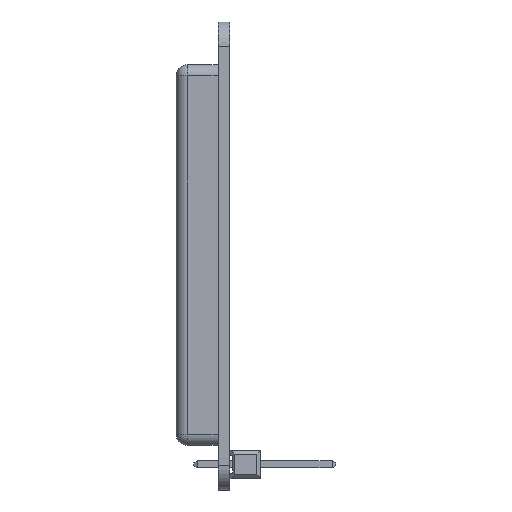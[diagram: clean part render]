
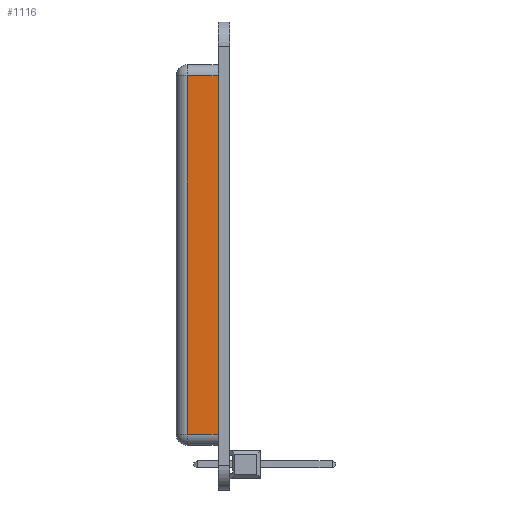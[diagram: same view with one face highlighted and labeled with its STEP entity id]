
A CAD part, left-side view. The second image highlights one B-rep face of the part: STEP entity #1116.
In plain terms, the highlighted face is planar.
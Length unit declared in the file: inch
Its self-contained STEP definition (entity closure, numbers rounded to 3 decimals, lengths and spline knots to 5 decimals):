
#248 = AXIS2_PLACEMENT_3D ( 'NONE', #9239, #4286, #10067 ) ;
#390 = CARTESIAN_POINT ( 'NONE',  ( 0.7874, 0., -0.66929 ) ) ;
#466 = VECTOR ( 'NONE', #2042, 39.37008 ) ;
#1116 = ADVANCED_FACE ( 'NONE', ( #10297 ), #9175, .F. ) ;
#1201 = CARTESIAN_POINT ( 'NONE',  ( 0.7874, 0.14764, -0.62992 ) ) ;
#1369 = VERTEX_POINT ( 'NONE', #5314 ) ;
#1441 = VERTEX_POINT ( 'NONE', #10345 ) ;
#1458 = EDGE_CURVE ( 'NONE', #3192, #1441, #10670, .T. ) ;
#1691 = ORIENTED_EDGE ( 'NONE', *, *, #6744, .T. ) ;
#1849 = VECTOR ( 'NONE', #7891, 39.37008 ) ;
#2042 = DIRECTION ( 'NONE',  ( 0., 1., 0. ) ) ;
#2980 = EDGE_CURVE ( 'NONE', #1369, #3192, #4749, .T. ) ;
#3147 = CARTESIAN_POINT ( 'NONE',  ( 0.7874, 0.14764, 0.62992 ) ) ;
#3192 = VERTEX_POINT ( 'NONE', #8380 ) ;
#3696 = CARTESIAN_POINT ( 'NONE',  ( 0.7874, 0.10827, -0.62992 ) ) ;
#3735 = LINE ( 'NONE', #6276, #7871 ) ;
#3958 = EDGE_CURVE ( 'NONE', #7631, #1369, #3735, .T. ) ;
#4286 = DIRECTION ( 'NONE',  ( -1., 0., 0. ) ) ;
#4301 = ORIENTED_EDGE ( 'NONE', *, *, #3958, .T. ) ;
#4704 = EDGE_LOOP ( 'NONE', ( #1691, #4301, #9810, #9691 ) ) ;
#4749 = LINE ( 'NONE', #3147, #4999 ) ;
#4910 = LINE ( 'NONE', #1201, #466 ) ;
#4999 = VECTOR ( 'NONE', #7296, 39.37008 ) ;
#5314 = CARTESIAN_POINT ( 'NONE',  ( 0.7874, 0.10827, 0.62992 ) ) ;
#6276 = CARTESIAN_POINT ( 'NONE',  ( 0.7874, 0.10827, 0.62992 ) ) ;
#6744 = EDGE_CURVE ( 'NONE', #1441, #7631, #4910, .T. ) ;
#7296 = DIRECTION ( 'NONE',  ( 0., -1., 0. ) ) ;
#7631 = VERTEX_POINT ( 'NONE', #3696 ) ;
#7871 = VECTOR ( 'NONE', #7933, 39.37008 ) ;
#7891 = DIRECTION ( 'NONE',  ( 0., 0., -1. ) ) ;
#7933 = DIRECTION ( 'NONE',  ( 0., 0., 1. ) ) ;
#8380 = CARTESIAN_POINT ( 'NONE',  ( 0.7874, 0., 0.62992 ) ) ;
#9175 = PLANE ( 'NONE',  #248 ) ;
#9239 = CARTESIAN_POINT ( 'NONE',  ( 0.7874, 0.14764, -0.66929 ) ) ;
#9691 = ORIENTED_EDGE ( 'NONE', *, *, #1458, .T. ) ;
#9810 = ORIENTED_EDGE ( 'NONE', *, *, #2980, .T. ) ;
#10067 = DIRECTION ( 'NONE',  ( 0., 0., 1. ) ) ;
#10297 = FACE_OUTER_BOUND ( 'NONE', #4704, .T. ) ;
#10345 = CARTESIAN_POINT ( 'NONE',  ( 0.7874, 0., -0.62992 ) ) ;
#10670 = LINE ( 'NONE', #390, #1849 ) ;
